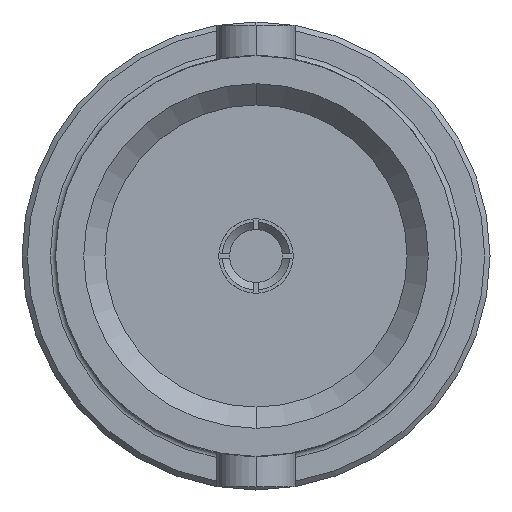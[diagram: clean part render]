
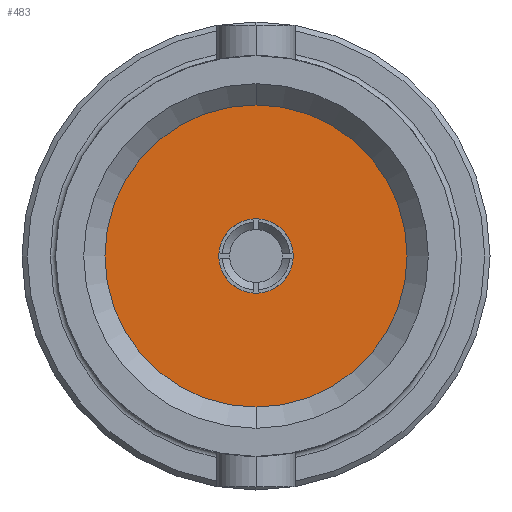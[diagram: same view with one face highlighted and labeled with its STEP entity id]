
A CAD part, left-side view. The second image highlights one B-rep face of the part: STEP entity #483.
In plain terms, the highlighted planar face has unit normal (-1, 0, 0).
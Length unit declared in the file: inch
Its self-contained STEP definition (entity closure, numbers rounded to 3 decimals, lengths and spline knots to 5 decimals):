
#37 = CARTESIAN_POINT ( 'NONE',  ( 1.20527, 0., -0.1425 ) ) ;
#49 = EDGE_CURVE ( 'NONE', #927, #3290, #1601, .T. ) ;
#78 = CIRCLE ( 'NONE', #1525, 0.1425 ) ;
#115 = AXIS2_PLACEMENT_3D ( 'NONE', #389, #1241, #3616 ) ;
#117 = CIRCLE ( 'NONE', #1464, 0.035 ) ;
#199 = CARTESIAN_POINT ( 'NONE',  ( 1.20527, 0., 0. ) ) ;
#315 = CARTESIAN_POINT ( 'NONE',  ( 1.20527, 0., -0.035 ) ) ;
#389 = CARTESIAN_POINT ( 'NONE',  ( 1.20527, 0., 0. ) ) ;
#462 = DIRECTION ( 'NONE',  ( -1., 0., 0. ) ) ;
#483 = ADVANCED_FACE ( 'NONE', ( #2475, #1955 ), #720, .T. ) ;
#500 = EDGE_CURVE ( 'NONE', #743, #2361, #966, .T. ) ;
#515 = EDGE_LOOP ( 'NONE', ( #2579, #2999 ) ) ;
#720 = PLANE ( 'NONE',  #115 ) ;
#743 = VERTEX_POINT ( 'NONE', #37 ) ;
#927 = VERTEX_POINT ( 'NONE', #1908 ) ;
#941 = ORIENTED_EDGE ( 'NONE', *, *, #49, .T. ) ;
#966 = CIRCLE ( 'NONE', #2286, 0.1425 ) ;
#1067 = CARTESIAN_POINT ( 'NONE',  ( 1.20527, 0., 0.1425 ) ) ;
#1115 = DIRECTION ( 'NONE',  ( 1., 0., 0. ) ) ;
#1241 = DIRECTION ( 'NONE',  ( -1., 0., 0. ) ) ;
#1464 = AXIS2_PLACEMENT_3D ( 'NONE', #199, #2806, #3112 ) ;
#1525 = AXIS2_PLACEMENT_3D ( 'NONE', #3084, #462, #3420 ) ;
#1601 = CIRCLE ( 'NONE', #3242, 0.035 ) ;
#1794 = DIRECTION ( 'NONE',  ( 0., 0., -1. ) ) ;
#1908 = CARTESIAN_POINT ( 'NONE',  ( 1.20527, 0., 0.035 ) ) ;
#1955 = FACE_OUTER_BOUND ( 'NONE', #515, .T. ) ;
#2010 = DIRECTION ( 'NONE',  ( -1., 0., 0. ) ) ;
#2200 = EDGE_CURVE ( 'NONE', #2361, #743, #78, .T. ) ;
#2286 = AXIS2_PLACEMENT_3D ( 'NONE', #2895, #2010, #1794 ) ;
#2361 = VERTEX_POINT ( 'NONE', #1067 ) ;
#2475 = FACE_BOUND ( 'NONE', #3408, .T. ) ;
#2579 = ORIENTED_EDGE ( 'NONE', *, *, #500, .T. ) ;
#2806 = DIRECTION ( 'NONE',  ( 1., 0., 0. ) ) ;
#2895 = CARTESIAN_POINT ( 'NONE',  ( 1.20527, 0., 0. ) ) ;
#2999 = ORIENTED_EDGE ( 'NONE', *, *, #2200, .T. ) ;
#3084 = CARTESIAN_POINT ( 'NONE',  ( 1.20527, 0., 0. ) ) ;
#3095 = EDGE_CURVE ( 'NONE', #3290, #927, #117, .T. ) ;
#3112 = DIRECTION ( 'NONE',  ( 0., 0., 1. ) ) ;
#3242 = AXIS2_PLACEMENT_3D ( 'NONE', #3494, #1115, #3761 ) ;
#3290 = VERTEX_POINT ( 'NONE', #315 ) ;
#3408 = EDGE_LOOP ( 'NONE', ( #941, #3532 ) ) ;
#3420 = DIRECTION ( 'NONE',  ( 0., 0., -1. ) ) ;
#3494 = CARTESIAN_POINT ( 'NONE',  ( 1.20527, 0., 0. ) ) ;
#3532 = ORIENTED_EDGE ( 'NONE', *, *, #3095, .T. ) ;
#3616 = DIRECTION ( 'NONE',  ( 0., 0., -1. ) ) ;
#3761 = DIRECTION ( 'NONE',  ( 0., 0., 1. ) ) ;
